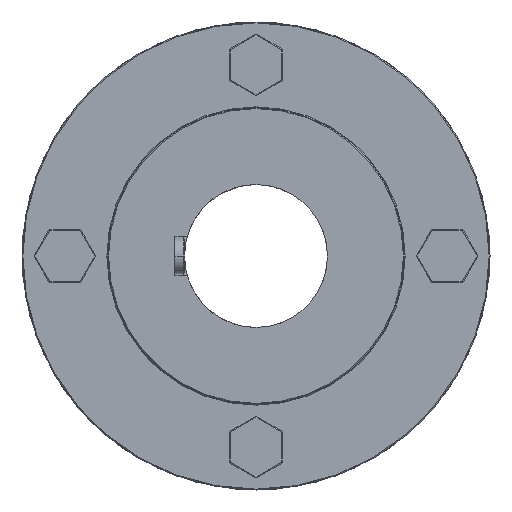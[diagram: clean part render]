
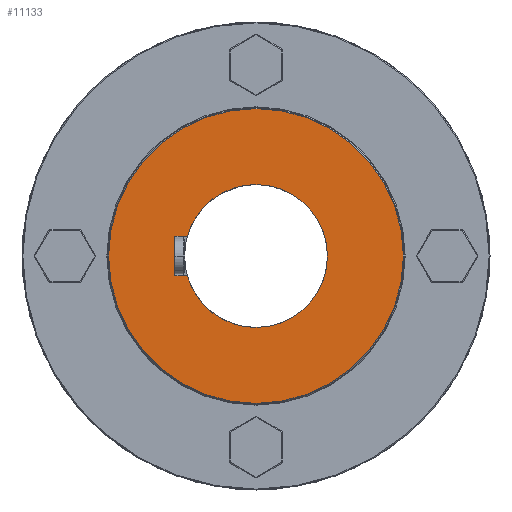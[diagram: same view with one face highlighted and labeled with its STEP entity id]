
A CAD part, left-side view. The second image highlights one B-rep face of the part: STEP entity #11133.
In plain terms, the highlighted planar face has unit normal (-1, 0, 0).
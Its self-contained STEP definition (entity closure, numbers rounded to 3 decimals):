
#147 = CARTESIAN_POINT ( 'NONE',  ( -111.5, 0., 0. ) ) ;
#148 = DIRECTION ( 'NONE',  ( -1., 0., 0. ) ) ;
#149 = DIRECTION ( 'NONE',  ( 0., 0., 1. ) ) ;
#186 = CARTESIAN_POINT ( 'NONE',  ( -111.5, 0., 0. ) ) ;
#238 = CARTESIAN_POINT ( 'NONE',  ( -111.5, 0., 0. ) ) ;
#239 = DIRECTION ( 'NONE',  ( 1., 0., 0. ) ) ;
#240 = DIRECTION ( 'NONE',  ( 0., 0., -1. ) ) ;
#252 = DIRECTION ( 'NONE',  ( 1., 0., 0. ) ) ;
#253 = DIRECTION ( 'NONE',  ( 0., 0., -1. ) ) ;
#811 = AXIS2_PLACEMENT_3D ( 'NONE', #1512, #1517, #1518 ) ;
#1281 = AXIS2_PLACEMENT_3D ( 'NONE', #4440, #4447, #4448 ) ;
#1287 = AXIS2_PLACEMENT_3D ( 'NONE', #4468, #4478, #4479 ) ;
#1509 = PLANE ( 'NONE',  #811 ) ;
#1512 = CARTESIAN_POINT ( 'NONE',  ( -111.5, 83., 0. ) ) ;
#1517 = DIRECTION ( 'NONE',  ( -1., 0., 0. ) ) ;
#1518 = DIRECTION ( 'NONE',  ( 0., 0., 1. ) ) ;
#3468 = CARTESIAN_POINT ( 'NONE',  ( -111.5, 0., 82.5 ) ) ;
#3469 = CARTESIAN_POINT ( 'NONE',  ( -111.5, 0., -82.5 ) ) ;
#3484 = CARTESIAN_POINT ( 'NONE',  ( -111.5, 0., 40. ) ) ;
#3485 = CARTESIAN_POINT ( 'NONE',  ( -111.5, 0., -40. ) ) ;
#3490 = CARTESIAN_POINT ( 'NONE',  ( -111.5, 38.458, -11. ) ) ;
#4440 = CARTESIAN_POINT ( 'NONE',  ( -111.5, 0., 0. ) ) ;
#4444 = CARTESIAN_POINT ( 'NONE',  ( -111.5, 45.4, 11. ) ) ;
#4447 = DIRECTION ( 'NONE',  ( 1., 0., 0. ) ) ;
#4448 = DIRECTION ( 'NONE',  ( 0., 0., -1. ) ) ;
#4452 = DIRECTION ( 'NONE',  ( 0., 0., 1. ) ) ;
#4466 = CARTESIAN_POINT ( 'NONE',  ( -111.5, 38.458, -11. ) ) ;
#4467 = DIRECTION ( 'NONE',  ( 0., 1., 0. ) ) ;
#4468 = CARTESIAN_POINT ( 'NONE',  ( -111.5, 0., 0. ) ) ;
#4478 = DIRECTION ( 'NONE',  ( -1., 0., 0. ) ) ;
#4479 = DIRECTION ( 'NONE',  ( 0., 0., 1. ) ) ;
#4480 = CARTESIAN_POINT ( 'NONE',  ( -111.5, 38.458, 11. ) ) ;
#4481 = DIRECTION ( 'NONE',  ( 0., -1., 0. ) ) ;
#4684 = LINE ( 'NONE', #4444, #4686 ) ;
#4685 = CIRCLE ( 'NONE', #1281, 40. ) ;
#4686 = VECTOR ( 'NONE', #4452, 1000. ) ;
#4697 = LINE ( 'NONE', #4466, #4698 ) ;
#4698 = VECTOR ( 'NONE', #4467, 1000. ) ;
#4702 = LINE ( 'NONE', #4480, #4703 ) ;
#4703 = VECTOR ( 'NONE', #4481, 1000. ) ;
#4707 = CIRCLE ( 'NONE', #1287, 82.5 ) ;
#10742 = CARTESIAN_POINT ( 'NONE',  ( -111.5, 45.4, -11. ) ) ;
#10745 = VERTEX_POINT ( 'NONE', #15523 ) ;
#10748 = VERTEX_POINT ( 'NONE', #10742 ) ;
#10749 = VERTEX_POINT ( 'NONE', #15525 ) ;
#10923 = EDGE_CURVE ( 'NONE', #12056, #12057, #17927, .T. ) ;
#10941 = EDGE_CURVE ( 'NONE', #12072, #12073, #17956, .T. ) ;
#10947 = EDGE_CURVE ( 'NONE', #12073, #12078, #17965, .T. ) ;
#11133 = ADVANCED_FACE ( 'NONE', ( #18309, #18323 ), #1509, .T. ) ;
#12056 = VERTEX_POINT ( 'NONE', #3468 ) ;
#12057 = VERTEX_POINT ( 'NONE', #3469 ) ;
#12072 = VERTEX_POINT ( 'NONE', #3484 ) ;
#12073 = VERTEX_POINT ( 'NONE', #3485 ) ;
#12078 = VERTEX_POINT ( 'NONE', #3490 ) ;
#12876 = EDGE_CURVE ( 'NONE', #10745, #12072, #4685, .T. ) ;
#12878 = EDGE_CURVE ( 'NONE', #10748, #10749, #4684, .T. ) ;
#12885 = EDGE_CURVE ( 'NONE', #12078, #10748, #4697, .T. ) ;
#12889 = EDGE_CURVE ( 'NONE', #12057, #12056, #4707, .T. ) ;
#12890 = EDGE_CURVE ( 'NONE', #10749, #10745, #4702, .T. ) ;
#13653 = EDGE_LOOP ( 'NONE', ( #13762, #13763 ) ) ;
#13662 = EDGE_LOOP ( 'NONE', ( #13764, #13765, #13766, #13767, #13768, #13769 ) ) ;
#13762 = ORIENTED_EDGE ( 'NONE', *, *, #12889, .T. ) ;
#13763 = ORIENTED_EDGE ( 'NONE', *, *, #10923, .T. ) ;
#13764 = ORIENTED_EDGE ( 'NONE', *, *, #12878, .T. ) ;
#13765 = ORIENTED_EDGE ( 'NONE', *, *, #12890, .T. ) ;
#13766 = ORIENTED_EDGE ( 'NONE', *, *, #12876, .T. ) ;
#13767 = ORIENTED_EDGE ( 'NONE', *, *, #10941, .T. ) ;
#13768 = ORIENTED_EDGE ( 'NONE', *, *, #10947, .T. ) ;
#13769 = ORIENTED_EDGE ( 'NONE', *, *, #12885, .T. ) ;
#15523 = CARTESIAN_POINT ( 'NONE',  ( -111.5, 38.458, 11. ) ) ;
#15525 = CARTESIAN_POINT ( 'NONE',  ( -111.5, 45.4, 11. ) ) ;
#16715 = AXIS2_PLACEMENT_3D ( 'NONE', #147, #148, #149 ) ;
#16725 = AXIS2_PLACEMENT_3D ( 'NONE', #186, #239, #240 ) ;
#16726 = AXIS2_PLACEMENT_3D ( 'NONE', #238, #252, #253 ) ;
#17927 = CIRCLE ( 'NONE', #16715, 82.5 ) ;
#17956 = CIRCLE ( 'NONE', #16725, 40. ) ;
#17965 = CIRCLE ( 'NONE', #16726, 40. ) ;
#18309 = FACE_OUTER_BOUND ( 'NONE', #13653, .T. ) ;
#18323 = FACE_BOUND ( 'NONE', #13662, .T. ) ;
